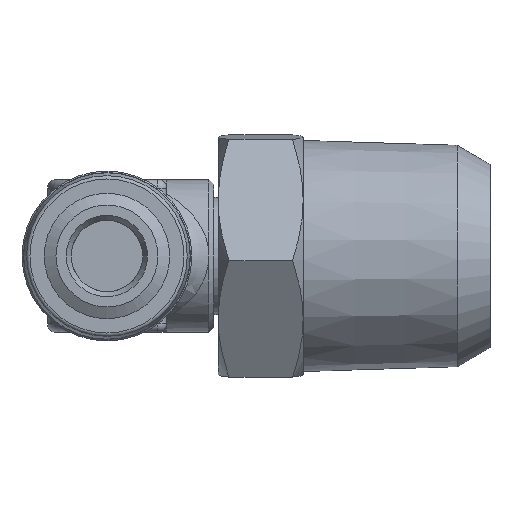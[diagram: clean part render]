
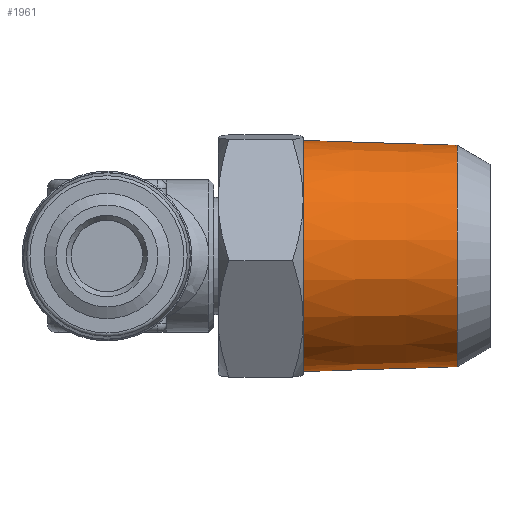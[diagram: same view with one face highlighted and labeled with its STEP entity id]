
A CAD part, left-side view. The second image highlights one B-rep face of the part: STEP entity #1961.
In plain terms, the highlighted conical face has half-angle 1.79 degrees and reference radius 6.521 mm.
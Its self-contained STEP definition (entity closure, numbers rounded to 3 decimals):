
#290=CONICAL_SURFACE('',#2105,6.522,0.031);
#325=FACE_BOUND('',#529,.T.);
#388=FACE_OUTER_BOUND('',#528,.T.);
#528=EDGE_LOOP('',(#1282));
#529=EDGE_LOOP('',(#1283));
#726=CIRCLE('',#2104,6.522);
#727=CIRCLE('',#2106,6.805);
#848=VERTEX_POINT('',#2936);
#849=VERTEX_POINT('',#2939);
#1024=EDGE_CURVE('',#848,#848,#726,.T.);
#1025=EDGE_CURVE('',#849,#849,#727,.T.);
#1282=ORIENTED_EDGE('',*,*,#1024,.F.);
#1283=ORIENTED_EDGE('',*,*,#1025,.T.);
#1961=ADVANCED_FACE('',(#388,#325),#290,.T.);
#2104=AXIS2_PLACEMENT_3D('',#2937,#2366,#2367);
#2105=AXIS2_PLACEMENT_3D('',#2938,#2368,#2369);
#2106=AXIS2_PLACEMENT_3D('',#2940,#2370,#2371);
#2366=DIRECTION('center_axis',(0.,-1.,0.));
#2367=DIRECTION('ref_axis',(0.033,0.,-0.999));
#2368=DIRECTION('center_axis',(0.,1.,0.));
#2369=DIRECTION('ref_axis',(-0.033,0.,0.999));
#2370=DIRECTION('center_axis',(0.,-1.,0.));
#2371=DIRECTION('ref_axis',(0.033,0.,-0.999));
#2936=CARTESIAN_POINT('',(-0.216,-4.908,6.518));
#2937=CARTESIAN_POINT('Origin',(0.,-4.908,
0.));
#2938=CARTESIAN_POINT('Origin',(0.,-4.908,
0.));
#2939=CARTESIAN_POINT('',(-0.225,4.15,6.801));
#2940=CARTESIAN_POINT('Origin',(0.,4.15,0.));
